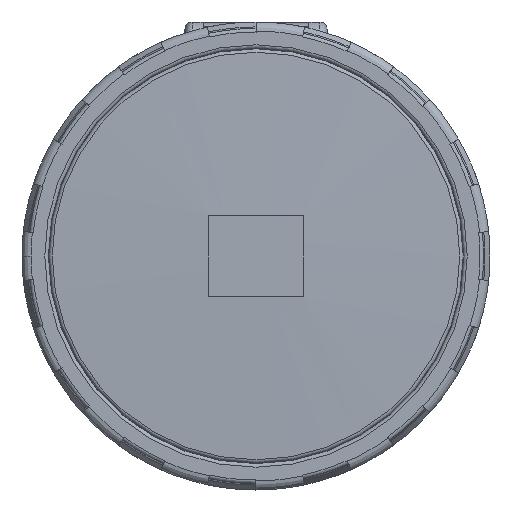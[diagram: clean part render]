
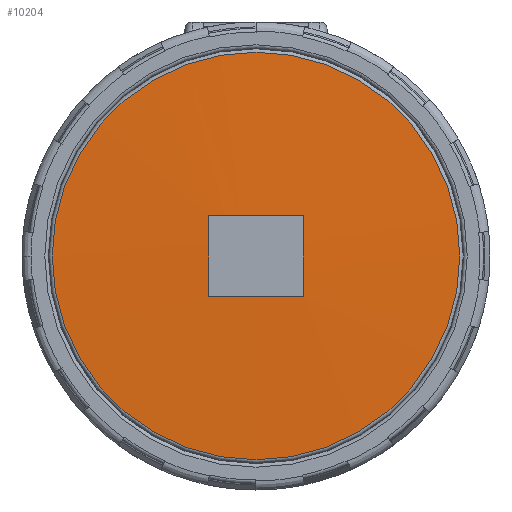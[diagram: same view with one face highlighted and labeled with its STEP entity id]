
A CAD part, left-side view. The second image highlights one B-rep face of the part: STEP entity #10204.
In plain terms, the highlighted spherical face has radius 1100 mm.
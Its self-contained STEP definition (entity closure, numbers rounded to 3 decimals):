
#211=SPHERICAL_SURFACE('',#35985,1100.);
#10204=ADVANCED_FACE('',(#11699,#11700),#211,.T.);
#11699=FACE_BOUND('',#13393,.T.);
#11700=FACE_BOUND('',#13394,.T.);
#13393=EDGE_LOOP('',(#20779));
#13394=EDGE_LOOP('',(#20780,#20781,#20782,#20783));
#20779=ORIENTED_EDGE('',*,*,#30689,.T.);
#20780=ORIENTED_EDGE('',*,*,#30559,.F.);
#20781=ORIENTED_EDGE('',*,*,#30566,.T.);
#20782=ORIENTED_EDGE('',*,*,#30690,.T.);
#20783=ORIENTED_EDGE('',*,*,#30567,.F.);
#26205=VERTEX_POINT('',#69693);
#26207=VERTEX_POINT('',#69696);
#26211=VERTEX_POINT('',#69708);
#26212=VERTEX_POINT('',#69712);
#26297=VERTEX_POINT('',#69956);
#30559=EDGE_CURVE('',#26205,#26207,#33217,.T.);
#30566=EDGE_CURVE('',#26205,#26211,#33218,.T.);
#30567=EDGE_CURVE('',#26207,#26212,#33219,.T.);
#30689=EDGE_CURVE('',#26297,#26297,#33244,.T.);
#30690=EDGE_CURVE('',#26211,#26212,#33245,.T.);
#33217=CIRCLE('',#35916,1099.945);
#33218=CIRCLE('',#35919,1099.923);
#33219=CIRCLE('',#35921,1099.923);
#33244=CIRCLE('',#35983,55.951);
#33245=CIRCLE('',#35984,1099.945);
#35916=AXIS2_PLACEMENT_3D('',#69695,#42626,#42627);
#35919=AXIS2_PLACEMENT_3D('',#69709,#42638,#42639);
#35921=AXIS2_PLACEMENT_3D('',#69711,#42642,#42643);
#35983=AXIS2_PLACEMENT_3D('',#69955,#42863,#42864);
#35984=AXIS2_PLACEMENT_3D('',#69957,#42865,#42866);
#35985=AXIS2_PLACEMENT_3D('',#69958,#42867,#42868);
#42626=DIRECTION('',(0.,0.,1.));
#42627=DIRECTION('',(0.,1.,0.));
#42638=DIRECTION('',(0.,1.,0.));
#42639=DIRECTION('',(1.,0.,0.));
#42642=DIRECTION('',(0.,1.,0.));
#42643=DIRECTION('',(1.,0.,0.));
#42863=DIRECTION('',(-1.,0.,0.));
#42864=DIRECTION('',(0.,0.,1.));
#42865=DIRECTION('',(0.,0.,1.));
#42866=DIRECTION('',(0.,-1.,0.));
#42867=DIRECTION('',(-1.,0.,0.));
#42868=DIRECTION('',(0.,0.,1.));
#69693=CARTESIAN_POINT('',(-384.568,13.,-11.));
#69695=CARTESIAN_POINT('',(715.3,0.,-11.));
#69696=CARTESIAN_POINT('',(-384.568,-13.,-11.));
#69708=CARTESIAN_POINT('',(-384.568,13.,11.));
#69709=CARTESIAN_POINT('',(715.3,13.,0.));
#69711=CARTESIAN_POINT('',(715.3,-13.,0.));
#69712=CARTESIAN_POINT('',(-384.568,-13.,11.));
#69955=CARTESIAN_POINT('',(-383.276,0.,0.));
#69956=CARTESIAN_POINT('',(-383.276,0.,55.951));
#69957=CARTESIAN_POINT('',(715.3,0.,11.));
#69958=CARTESIAN_POINT('',(715.3,0.,0.));
